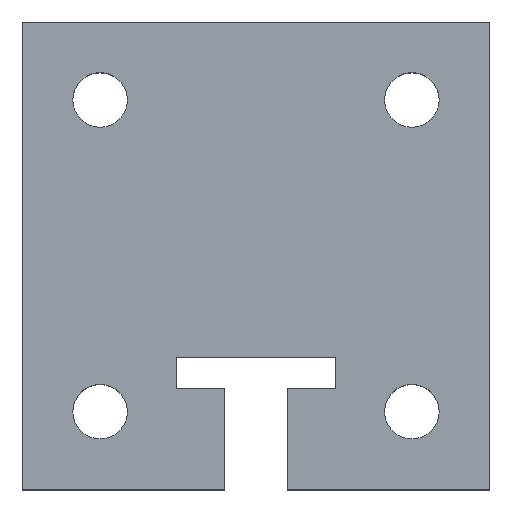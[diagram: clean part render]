
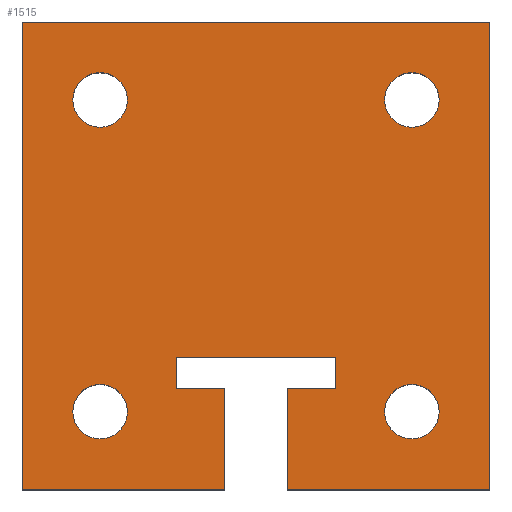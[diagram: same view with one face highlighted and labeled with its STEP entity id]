
A CAD part, top view. The second image highlights one B-rep face of the part: STEP entity #1515.
In plain terms, the highlighted planar face has unit normal (0, 0, 1).
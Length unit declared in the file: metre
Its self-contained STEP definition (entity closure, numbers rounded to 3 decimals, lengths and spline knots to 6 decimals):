
#52=CIRCLE('',#1557,0.00175);
#55=CIRCLE('',#1563,0.00175);
#58=CIRCLE('',#1569,0.00175);
#61=CIRCLE('',#1575,0.00175);
#494=ORIENTED_EDGE('',*,*,#604,.F.);
#495=ORIENTED_EDGE('',*,*,#514,.F.);
#496=ORIENTED_EDGE('',*,*,#598,.T.);
#497=ORIENTED_EDGE('',*,*,#601,.T.);
#498=ORIENTED_EDGE('',*,*,#602,.F.);
#499=ORIENTED_EDGE('',*,*,#595,.F.);
#500=ORIENTED_EDGE('',*,*,#603,.F.);
#501=ORIENTED_EDGE('',*,*,#588,.F.);
#502=ORIENTED_EDGE('',*,*,#605,.F.);
#503=ORIENTED_EDGE('',*,*,#592,.T.);
#504=ORIENTED_EDGE('',*,*,#606,.T.);
#505=ORIENTED_EDGE('',*,*,#511,.F.);
#506=ORIENTED_EDGE('',*,*,#617,.T.);
#507=ORIENTED_EDGE('',*,*,#614,.T.);
#508=ORIENTED_EDGE('',*,*,#611,.T.);
#509=ORIENTED_EDGE('',*,*,#608,.T.);
#511=EDGE_CURVE('',#716,#718,#861,.T.);
#514=EDGE_CURVE('',#720,#721,#864,.T.);
#588=EDGE_CURVE('',#792,#793,#913,.T.);
#592=EDGE_CURVE('',#795,#794,#917,.T.);
#595=EDGE_CURVE('',#796,#797,#920,.T.);
#598=EDGE_CURVE('',#720,#798,#923,.T.);
#601=EDGE_CURVE('',#798,#799,#925,.T.);
#602=EDGE_CURVE('',#797,#799,#926,.T.);
#603=EDGE_CURVE('',#793,#796,#927,.T.);
#604=EDGE_CURVE('',#721,#716,#928,.T.);
#605=EDGE_CURVE('',#795,#792,#929,.T.);
#606=EDGE_CURVE('',#794,#718,#930,.T.);
#608=EDGE_CURVE('',#801,#801,#52,.F.);
#611=EDGE_CURVE('',#804,#804,#55,.F.);
#614=EDGE_CURVE('',#807,#807,#58,.F.);
#617=EDGE_CURVE('',#810,#810,#61,.F.);
#716=VERTEX_POINT('',#1964);
#718=VERTEX_POINT('',#1967);
#720=VERTEX_POINT('',#1973);
#721=VERTEX_POINT('',#1974);
#792=VERTEX_POINT('',#2154);
#793=VERTEX_POINT('',#2155);
#794=VERTEX_POINT('',#2160);
#795=VERTEX_POINT('',#2162);
#796=VERTEX_POINT('',#2166);
#797=VERTEX_POINT('',#2168);
#798=VERTEX_POINT('',#2172);
#799=VERTEX_POINT('',#2177);
#801=VERTEX_POINT('',#2193);
#804=VERTEX_POINT('',#2202);
#807=VERTEX_POINT('',#2211);
#810=VERTEX_POINT('',#2220);
#861=LINE('',#1966,#1009);
#864=LINE('',#1972,#1012);
#913=LINE('',#2153,#1061);
#917=LINE('',#2161,#1065);
#920=LINE('',#2167,#1068);
#923=LINE('',#2173,#1071);
#925=LINE('',#2178,#1073);
#926=LINE('',#2180,#1074);
#927=LINE('',#2182,#1075);
#928=LINE('',#2184,#1076);
#929=LINE('',#2186,#1077);
#930=LINE('',#2188,#1078);
#1009=VECTOR('',#1628,1.);
#1012=VECTOR('',#1633,1.);
#1061=VECTOR('',#1710,1.);
#1065=VECTOR('',#1716,1.);
#1068=VECTOR('',#1721,1.);
#1071=VECTOR('',#1726,1.);
#1073=VECTOR('',#1732,1.);
#1074=VECTOR('',#1735,1.);
#1075=VECTOR('',#1738,1.);
#1076=VECTOR('',#1741,1.);
#1077=VECTOR('',#1744,1.);
#1078=VECTOR('',#1747,1.);
#1263=EDGE_LOOP('',(#494,#495,#496,#497,#498,#499,#500,#501,#502,#503,#504,
#505));
#1264=EDGE_LOOP('',(#506));
#1265=EDGE_LOOP('',(#507));
#1266=EDGE_LOOP('',(#508));
#1267=EDGE_LOOP('',(#509));
#1375=FACE_BOUND('',#1263,.T.);
#1376=FACE_BOUND('',#1264,.T.);
#1377=FACE_BOUND('',#1265,.T.);
#1378=FACE_BOUND('',#1266,.T.);
#1379=FACE_BOUND('',#1267,.T.);
#1433=PLANE('',#1622);
#1515=ADVANCED_FACE('',(#1375,#1376,#1377,#1378,#1379),#1433,.T.);
#1557=AXIS2_PLACEMENT_3D('',#2192,#1752,#1753);
#1563=AXIS2_PLACEMENT_3D('',#2201,#1764,#1765);
#1569=AXIS2_PLACEMENT_3D('',#2210,#1776,#1777);
#1575=AXIS2_PLACEMENT_3D('',#2219,#1788,#1789);
#1622=AXIS2_PLACEMENT_3D('',#2559,#1959,#1960);
#1628=DIRECTION('',(1.,0.,0.));
#1633=DIRECTION('',(-1.,0.,0.));
#1710=DIRECTION('',(1.,0.,0.));
#1716=DIRECTION('',(1.,0.,0.));
#1721=DIRECTION('',(-1.,0.,0.));
#1726=DIRECTION('',(0.,1.,0.));
#1732=DIRECTION('',(-1.,0.,0.));
#1735=DIRECTION('',(0.,1.,0.));
#1738=DIRECTION('',(0.,-1.,0.));
#1741=DIRECTION('',(0.,1.,0.));
#1744=DIRECTION('',(0.,-1.,0.));
#1747=DIRECTION('',(0.,-1.,0.));
#1752=DIRECTION('',(0.,0.,1.));
#1753=DIRECTION('',(1.,0.,0.));
#1764=DIRECTION('',(0.,0.,1.));
#1765=DIRECTION('',(1.,0.,0.));
#1776=DIRECTION('',(0.,0.,1.));
#1777=DIRECTION('',(1.,0.,0.));
#1788=DIRECTION('',(0.,0.,1.));
#1789=DIRECTION('',(1.,0.,0.));
#1959=DIRECTION('',(0.,0.,1.));
#1960=DIRECTION('',(1.,0.,0.));
#1964=CARTESIAN_POINT('',(0.002,-0.0085,0.019));
#1966=CARTESIAN_POINT('',(0.,-0.0085,0.019));
#1967=CARTESIAN_POINT('',(0.005125,-0.0085,0.019));
#1972=CARTESIAN_POINT('',(-0.0085,-0.015,0.019));
#1973=CARTESIAN_POINT('',(0.015,-0.015,0.019));
#1974=CARTESIAN_POINT('',(0.002,-0.015,0.019));
#2153=CARTESIAN_POINT('',(0.,-0.0085,0.019));
#2154=CARTESIAN_POINT('',(-0.005125,-0.0085,0.019));
#2155=CARTESIAN_POINT('',(-0.002,-0.0085,0.019));
#2160=CARTESIAN_POINT('',(0.005125,-0.0065,0.019));
#2161=CARTESIAN_POINT('',(0.,-0.0065,0.019));
#2162=CARTESIAN_POINT('',(-0.005125,-0.0065,0.019));
#2166=CARTESIAN_POINT('',(-0.002,-0.015,0.019));
#2167=CARTESIAN_POINT('',(-0.0085,-0.015,0.019));
#2168=CARTESIAN_POINT('',(-0.015,-0.015,0.019));
#2172=CARTESIAN_POINT('',(0.015,0.015,0.019));
#2173=CARTESIAN_POINT('',(0.015,0.,0.019));
#2177=CARTESIAN_POINT('',(-0.015,0.015,0.019));
#2178=CARTESIAN_POINT('',(0.,0.015,0.019));
#2180=CARTESIAN_POINT('',(-0.015,0.,0.019));
#2182=CARTESIAN_POINT('',(-0.002,0.,0.019));
#2184=CARTESIAN_POINT('',(0.002,0.,0.019));
#2186=CARTESIAN_POINT('',(-0.005125,0.,0.019));
#2188=CARTESIAN_POINT('',(0.005125,0.,0.019));
#2192=CARTESIAN_POINT('',(0.01,0.01,0.019));
#2193=CARTESIAN_POINT('',(0.01175,0.01,0.019));
#2201=CARTESIAN_POINT('',(0.01,-0.01,0.019));
#2202=CARTESIAN_POINT('',(0.01175,-0.01,0.019));
#2210=CARTESIAN_POINT('',(-0.01,-0.01,0.019));
#2211=CARTESIAN_POINT('',(-0.00825,-0.01,0.019));
#2219=CARTESIAN_POINT('',(-0.01,0.01,0.019));
#2220=CARTESIAN_POINT('',(-0.00825,0.01,0.019));
#2559=CARTESIAN_POINT('',(0.,0.,0.019));
